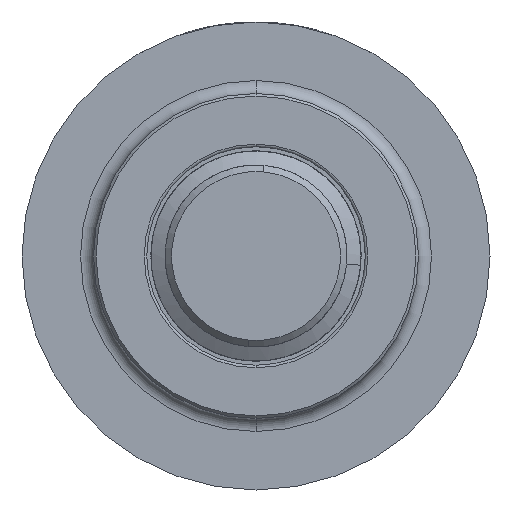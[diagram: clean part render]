
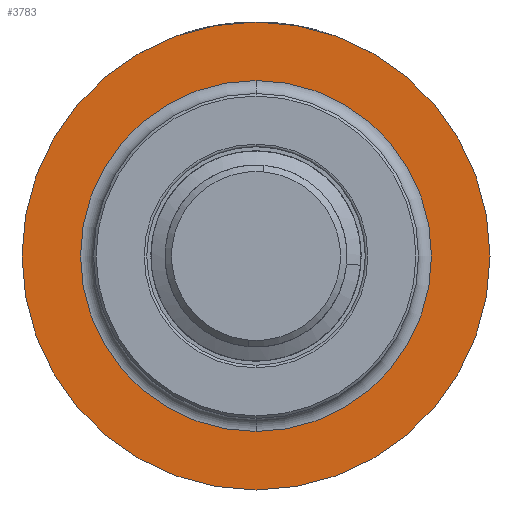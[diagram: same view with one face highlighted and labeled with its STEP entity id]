
A CAD part, front view. The second image highlights one B-rep face of the part: STEP entity #3783.
In plain terms, the highlighted planar face has unit normal (0, -1, 0).
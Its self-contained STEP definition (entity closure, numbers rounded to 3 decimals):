
#13 = EDGE_LOOP ( 'NONE', ( #2768, #505 ) ) ;
#74 = CARTESIAN_POINT ( 'NONE',  ( 0., 4.42, 18. ) ) ;
#224 = ORIENTED_EDGE ( 'NONE', *, *, #774, .T. ) ;
#505 = ORIENTED_EDGE ( 'NONE', *, *, #4476, .F. ) ;
#774 = EDGE_CURVE ( 'NONE', #2893, #7387, #4161, .T. ) ;
#1298 = DIRECTION ( 'NONE',  ( 0., -1., 0. ) ) ;
#1809 = EDGE_LOOP ( 'NONE', ( #7812, #224 ) ) ;
#1890 = CARTESIAN_POINT ( 'NONE',  ( 13.5, 4.42, 0. ) ) ;
#1996 = CARTESIAN_POINT ( 'NONE',  ( 0., 4.42, -13.5 ) ) ;
#2203 = DIRECTION ( 'NONE',  ( 0., -1., 0. ) ) ;
#2271 = AXIS2_PLACEMENT_3D ( 'NONE', #4355, #4971, #3021 ) ;
#2433 = DIRECTION ( 'NONE',  ( 0., 0., -1. ) ) ;
#2568 = CARTESIAN_POINT ( 'NONE',  ( 0., 4.42, 0. ) ) ;
#2768 = ORIENTED_EDGE ( 'NONE', *, *, #3071, .F. ) ;
#2893 = VERTEX_POINT ( 'NONE', #74 ) ;
#2937 = VERTEX_POINT ( 'NONE', #1996 ) ;
#3021 = DIRECTION ( 'NONE',  ( 0., 0., -1. ) ) ;
#3029 = AXIS2_PLACEMENT_3D ( 'NONE', #1890, #1298, #2433 ) ;
#3071 = EDGE_CURVE ( 'NONE', #2937, #6645, #7528, .T. ) ;
#3137 = DIRECTION ( 'NONE',  ( 0., -1., 0. ) ) ;
#3783 = ADVANCED_FACE ( 'NONE', ( #8027, #5056 ), #4300, .T. ) ;
#4161 = CIRCLE ( 'NONE', #6835, 18. ) ;
#4300 = PLANE ( 'NONE',  #3029 ) ;
#4355 = CARTESIAN_POINT ( 'NONE',  ( 0., 4.42, 0. ) ) ;
#4395 = DIRECTION ( 'NONE',  ( 0., 0., -1. ) ) ;
#4476 = EDGE_CURVE ( 'NONE', #6645, #2937, #5957, .T. ) ;
#4971 = DIRECTION ( 'NONE',  ( 0., -1., 0. ) ) ;
#5056 = FACE_BOUND ( 'NONE', #13, .T. ) ;
#5195 = AXIS2_PLACEMENT_3D ( 'NONE', #2568, #7583, #5721 ) ;
#5721 = DIRECTION ( 'NONE',  ( 0., 0., -1. ) ) ;
#5957 = CIRCLE ( 'NONE', #6154, 13.5 ) ;
#5994 = CARTESIAN_POINT ( 'NONE',  ( 0., 4.42, 0. ) ) ;
#6003 = EDGE_CURVE ( 'NONE', #7387, #2893, #7759, .T. ) ;
#6154 = AXIS2_PLACEMENT_3D ( 'NONE', #6931, #3137, #4395 ) ;
#6622 = DIRECTION ( 'NONE',  ( 0., 0., -1. ) ) ;
#6645 = VERTEX_POINT ( 'NONE', #7908 ) ;
#6835 = AXIS2_PLACEMENT_3D ( 'NONE', #5994, #2203, #6622 ) ;
#6931 = CARTESIAN_POINT ( 'NONE',  ( 0., 4.42, 0. ) ) ;
#7387 = VERTEX_POINT ( 'NONE', #7972 ) ;
#7528 = CIRCLE ( 'NONE', #5195, 13.5 ) ;
#7583 = DIRECTION ( 'NONE',  ( 0., -1., 0. ) ) ;
#7759 = CIRCLE ( 'NONE', #2271, 18. ) ;
#7812 = ORIENTED_EDGE ( 'NONE', *, *, #6003, .T. ) ;
#7908 = CARTESIAN_POINT ( 'NONE',  ( 0., 4.42, 13.5 ) ) ;
#7972 = CARTESIAN_POINT ( 'NONE',  ( 0., 4.42, -18. ) ) ;
#8027 = FACE_OUTER_BOUND ( 'NONE', #1809, .T. ) ;
